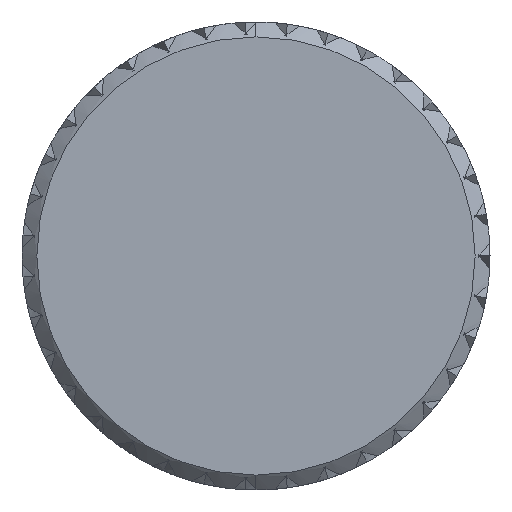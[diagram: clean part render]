
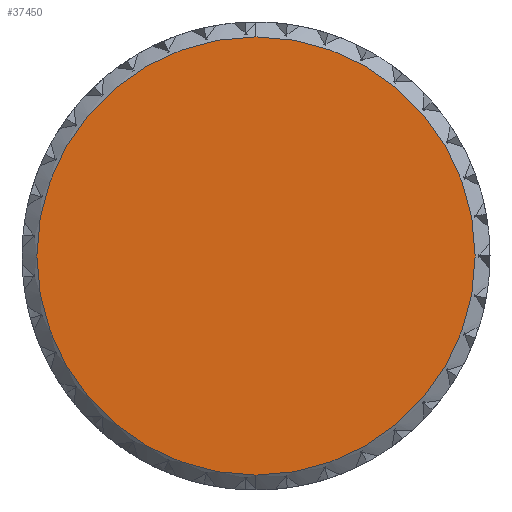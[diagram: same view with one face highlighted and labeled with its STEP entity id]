
A CAD part, left-side view. The second image highlights one B-rep face of the part: STEP entity #37450.
In plain terms, the highlighted planar face has unit normal (-1, 0, 0).
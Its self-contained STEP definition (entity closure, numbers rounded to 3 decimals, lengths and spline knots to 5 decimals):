
#3949 = CIRCLE ( 'NONE', #81025, 0.0735 ) ;
#12083 = CARTESIAN_POINT ( 'NONE',  ( 0.43, 0., 0. ) ) ;
#12596 = CARTESIAN_POINT ( 'NONE',  ( 0.43, 0., 0.0735 ) ) ;
#13292 = EDGE_CURVE ( 'NONE', #106284, #72341, #46399, .T. ) ;
#15798 = CARTESIAN_POINT ( 'NONE',  ( 0.43, 0., -0.0735 ) ) ;
#19961 = FACE_OUTER_BOUND ( 'NONE', #22397, .T. ) ;
#22397 = EDGE_LOOP ( 'NONE', ( #93259, #89296 ) ) ;
#34016 = DIRECTION ( 'NONE',  ( 0., 0., -1. ) ) ;
#37450 = ADVANCED_FACE ( 'NONE', ( #19961 ), #61403, .F. ) ;
#40445 = AXIS2_PLACEMENT_3D ( 'NONE', #113078, #59789, #34016 ) ;
#43809 = DIRECTION ( 'NONE',  ( 0., 0., -1. ) ) ;
#46399 = CIRCLE ( 'NONE', #40445, 0.0735 ) ;
#51675 = DIRECTION ( 'NONE',  ( 1., 0., 0. ) ) ;
#59789 = DIRECTION ( 'NONE',  ( -1., 0., 0. ) ) ;
#61403 = PLANE ( 'NONE',  #85651 ) ;
#65955 = DIRECTION ( 'NONE',  ( -1., 0., 0. ) ) ;
#68111 = EDGE_CURVE ( 'NONE', #72341, #106284, #3949, .T. ) ;
#72341 = VERTEX_POINT ( 'NONE', #15798 ) ;
#81025 = AXIS2_PLACEMENT_3D ( 'NONE', #12083, #65955, #91544 ) ;
#85651 = AXIS2_PLACEMENT_3D ( 'NONE', #96388, #51675, #43809 ) ;
#89296 = ORIENTED_EDGE ( 'NONE', *, *, #13292, .T. ) ;
#91544 = DIRECTION ( 'NONE',  ( 0., 0., -1. ) ) ;
#93259 = ORIENTED_EDGE ( 'NONE', *, *, #68111, .T. ) ;
#96388 = CARTESIAN_POINT ( 'NONE',  ( 0.43, 0., 0. ) ) ;
#106284 = VERTEX_POINT ( 'NONE', #12596 ) ;
#113078 = CARTESIAN_POINT ( 'NONE',  ( 0.43, 0., 0. ) ) ;
